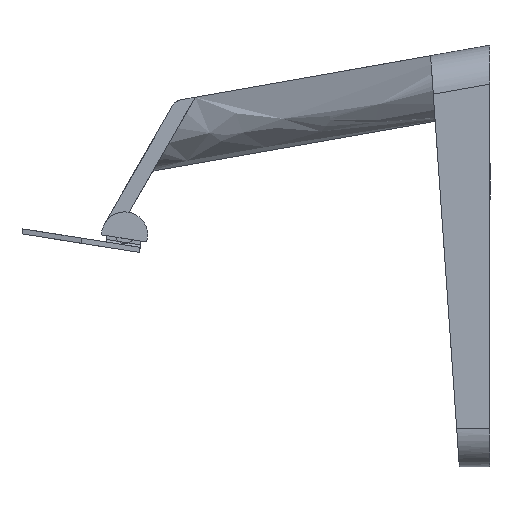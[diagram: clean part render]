
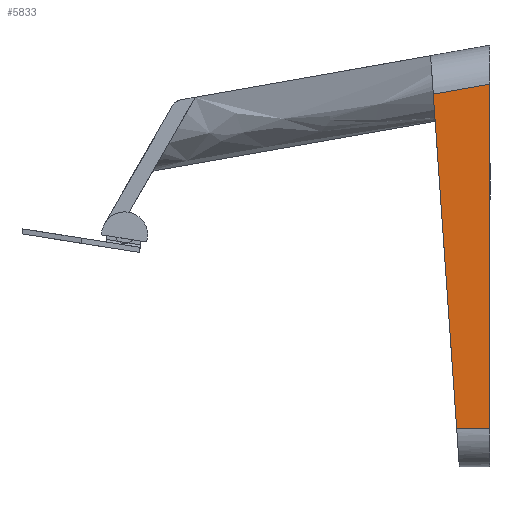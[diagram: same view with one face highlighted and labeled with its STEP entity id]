
A CAD part, left-side view. The second image highlights one B-rep face of the part: STEP entity #5833.
In plain terms, the highlighted planar face has unit normal (-1, 0, 0).
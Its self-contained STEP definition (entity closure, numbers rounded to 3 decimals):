
#203 = CARTESIAN_POINT ( 'NONE',  ( -113.5, 13.049, -150. ) ) ;
#951 = VECTOR ( 'NONE', #8235, 1000. ) ;
#1481 = CARTESIAN_POINT ( 'NONE',  ( -113.5, 20.647, -18.872 ) ) ;
#1519 = CARTESIAN_POINT ( 'NONE',  ( -113.5, 0., -15.231 ) ) ;
#1728 = CARTESIAN_POINT ( 'NONE',  ( -113.5, 0., 0. ) ) ;
#2336 = VERTEX_POINT ( 'NONE', #1519 ) ;
#3521 = DIRECTION ( 'NONE',  ( 0., 0., -1. ) ) ;
#4032 = DIRECTION ( 'NONE',  ( 0., 0.07, 0.998 ) ) ;
#4954 = EDGE_CURVE ( 'NONE', #2336, #9118, #11103, .T. ) ;
#5085 = LINE ( 'NONE', #1481, #8590 ) ;
#5337 = CARTESIAN_POINT ( 'NONE',  ( -113.5, 0., -150. ) ) ;
#5833 = ADVANCED_FACE ( 'NONE', ( #10929 ), #10608, .T. ) ;
#5850 = VECTOR ( 'NONE', #3521, 1000. ) ;
#5999 = ORIENTED_EDGE ( 'NONE', *, *, #6527, .T. ) ;
#6037 = DIRECTION ( 'NONE',  ( -1., 0., 0. ) ) ;
#6407 = EDGE_LOOP ( 'NONE', ( #9655, #5999, #8211, #9961 ) ) ;
#6527 = EDGE_CURVE ( 'NONE', #2336, #9215, #5085, .T. ) ;
#7130 = DIRECTION ( 'NONE',  ( 0., 0.985, -0.174 ) ) ;
#7616 = EDGE_CURVE ( 'NONE', #8345, #9215, #10436, .T. ) ;
#7742 = CARTESIAN_POINT ( 'NONE',  ( -113.5, 12., -165. ) ) ;
#7799 = DIRECTION ( 'NONE',  ( 0., 0., 1. ) ) ;
#7945 = CARTESIAN_POINT ( 'NONE',  ( -113.5, 22.199, -19.146 ) ) ;
#8211 = ORIENTED_EDGE ( 'NONE', *, *, #7616, .F. ) ;
#8235 = DIRECTION ( 'NONE',  ( 0., -1., 0. ) ) ;
#8345 = VERTEX_POINT ( 'NONE', #203 ) ;
#8590 = VECTOR ( 'NONE', #7130, 1000. ) ;
#8752 = CARTESIAN_POINT ( 'NONE',  ( -113.5, 0., -150. ) ) ;
#9115 = LINE ( 'NONE', #5337, #951 ) ;
#9118 = VERTEX_POINT ( 'NONE', #8752 ) ;
#9215 = VERTEX_POINT ( 'NONE', #7945 ) ;
#9655 = ORIENTED_EDGE ( 'NONE', *, *, #4954, .F. ) ;
#9961 = ORIENTED_EDGE ( 'NONE', *, *, #11451, .T. ) ;
#10436 = LINE ( 'NONE', #7742, #11764 ) ;
#10608 = PLANE ( 'NONE',  #11081 ) ;
#10929 = FACE_OUTER_BOUND ( 'NONE', #6407, .T. ) ;
#11081 = AXIS2_PLACEMENT_3D ( 'NONE', #11627, #6037, #7799 ) ;
#11103 = LINE ( 'NONE', #1728, #5850 ) ;
#11451 = EDGE_CURVE ( 'NONE', #8345, #9118, #9115, .T. ) ;
#11627 = CARTESIAN_POINT ( 'NONE',  ( -113.5, 0., 0. ) ) ;
#11764 = VECTOR ( 'NONE', #4032, 1000. ) ;
